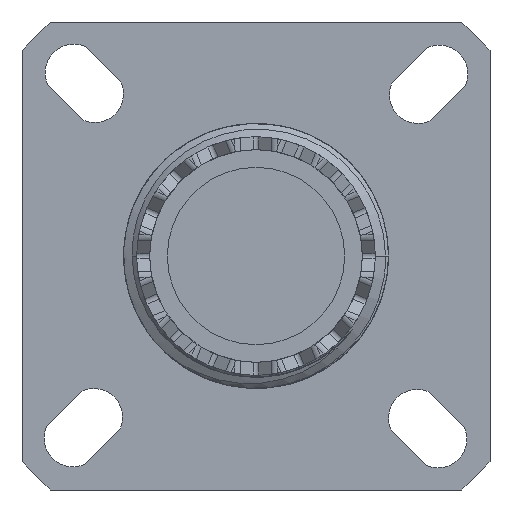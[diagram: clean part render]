
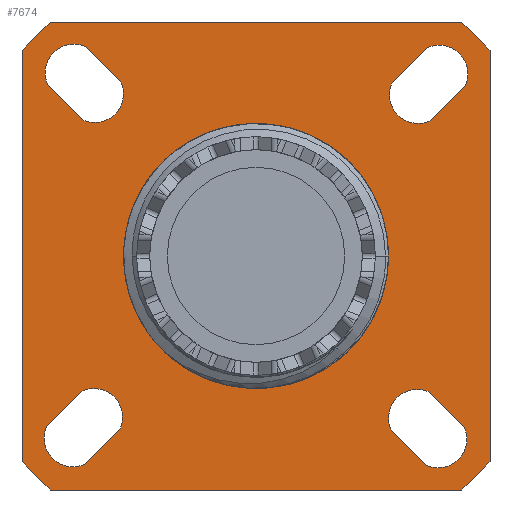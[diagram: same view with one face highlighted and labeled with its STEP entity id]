
A CAD part, front view. The second image highlights one B-rep face of the part: STEP entity #7674.
In plain terms, the highlighted planar face has unit normal (0, -1, 0).
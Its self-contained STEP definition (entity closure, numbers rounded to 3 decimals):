
#2159=CARTESIAN_POINT('',(0.,-23.4,0.));
#2160=DIRECTION('',(0.,-1.,0.));
#2161=DIRECTION('',(-1.,0.,0.));
#2162=AXIS2_PLACEMENT_3D('',#2159,#2160,#2161);
#2522=CARTESIAN_POINT('',(0.,-23.4,0.));
#2523=DIRECTION('',(0.,-1.,0.));
#2524=DIRECTION('',(1.,0.,0.));
#2525=AXIS2_PLACEMENT_3D('',#2522,#2523,#2524);
#2573=CARTESIAN_POINT('',(0.,-23.4,0.));
#2574=DIRECTION('',(0.,1.,0.));
#2575=DIRECTION('',(0.751,0.,-0.66));
#2576=AXIS2_PLACEMENT_3D('',#2573,#2574,#2575);
#2578=DIRECTION('',(-1.,0.,0.));
#2579=VECTOR('',#2578,23.29);
#2580=CARTESIAN_POINT('',(11.645,-23.4,-13.25));
#2581=LINE('',#2580,#2579);
#2582=CARTESIAN_POINT('',(0.,-23.4,0.));
#2583=DIRECTION('',(0.,1.,0.));
#2584=DIRECTION('',(-0.66,0.,-0.751));
#2585=AXIS2_PLACEMENT_3D('',#2582,#2583,#2584);
#2587=DIRECTION('',(0.,0.,1.));
#2588=VECTOR('',#2587,23.29);
#2589=CARTESIAN_POINT('',(-13.25,-23.4,-11.645));
#2590=LINE('',#2589,#2588);
#2591=CARTESIAN_POINT('',(0.,-23.4,0.));
#2592=DIRECTION('',(0.,1.,0.));
#2593=DIRECTION('',(-0.751,0.,0.66));
#2594=AXIS2_PLACEMENT_3D('',#2591,#2592,#2593);
#2596=DIRECTION('',(1.,0.,0.));
#2597=VECTOR('',#2596,23.29);
#2598=CARTESIAN_POINT('',(-11.645,-23.4,13.25));
#2599=LINE('',#2598,#2597);
#2600=CARTESIAN_POINT('',(0.,-23.4,0.));
#2601=DIRECTION('',(0.,1.,0.));
#2602=DIRECTION('',(0.66,0.,0.751));
#2603=AXIS2_PLACEMENT_3D('',#2600,#2601,#2602);
#2605=DIRECTION('',(0.,0.,-1.));
#2606=VECTOR('',#2605,23.29);
#2607=CARTESIAN_POINT('',(13.25,-23.4,11.645));
#2608=LINE('',#2607,#2606);
#2609=CARTESIAN_POINT('',(9.13,-23.4,-9.184));
#2610=DIRECTION('',(0.,1.,0.));
#2611=DIRECTION('',(-0.911,0.,-0.412));
#2612=AXIS2_PLACEMENT_3D('',#2609,#2610,#2611);
#2614=DIRECTION('',(-0.705,0.,0.709));
#2615=VECTOR('',#2614,2.814);
#2616=CARTESIAN_POINT('',(9.631,-23.4,-11.851));
#2617=LINE('',#2616,#2615);
#2618=CARTESIAN_POINT('',(10.31,-23.4,-10.371));
#2619=DIRECTION('',(0.,1.,0.));
#2620=DIRECTION('',(0.911,0.,0.412));
#2621=AXIS2_PLACEMENT_3D('',#2618,#2619,#2620);
#2623=DIRECTION('',(0.705,0.,-0.709));
#2624=VECTOR('',#2623,2.814);
#2625=CARTESIAN_POINT('',(9.809,-23.4,-7.704));
#2626=LINE('',#2625,#2624);
#2627=CARTESIAN_POINT('',(9.184,-23.4,9.13));
#2628=DIRECTION('',(0.,1.,0.));
#2629=DIRECTION('',(0.412,0.,-0.911));
#2630=AXIS2_PLACEMENT_3D('',#2627,#2628,#2629);
#2632=DIRECTION('',(-0.709,0.,-0.705));
#2633=VECTOR('',#2632,2.814);
#2634=CARTESIAN_POINT('',(11.851,-23.4,9.631));
#2635=LINE('',#2634,#2633);
#2636=CARTESIAN_POINT('',(10.371,-23.4,10.31));
#2637=DIRECTION('',(0.,1.,0.));
#2638=DIRECTION('',(-0.412,0.,0.911));
#2639=AXIS2_PLACEMENT_3D('',#2636,#2637,#2638);
#2641=DIRECTION('',(0.709,0.,0.705));
#2642=VECTOR('',#2641,2.814);
#2643=CARTESIAN_POINT('',(7.704,-23.4,9.809));
#2644=LINE('',#2643,#2642);
#2645=CARTESIAN_POINT('',(-9.13,-23.4,9.184));
#2646=DIRECTION('',(0.,1.,0.));
#2647=DIRECTION('',(0.911,0.,0.412));
#2648=AXIS2_PLACEMENT_3D('',#2645,#2646,#2647);
#2650=DIRECTION('',(0.705,0.,-0.709));
#2651=VECTOR('',#2650,2.814);
#2652=CARTESIAN_POINT('',(-9.631,-23.4,11.851));
#2653=LINE('',#2652,#2651);
#2654=CARTESIAN_POINT('',(-10.31,-23.4,10.371));
#2655=DIRECTION('',(0.,1.,0.));
#2656=DIRECTION('',(-0.911,0.,-0.412));
#2657=AXIS2_PLACEMENT_3D('',#2654,#2655,#2656);
#2659=DIRECTION('',(-0.705,0.,0.709));
#2660=VECTOR('',#2659,2.814);
#2661=CARTESIAN_POINT('',(-9.809,-23.4,7.704));
#2662=LINE('',#2661,#2660);
#2663=CARTESIAN_POINT('',(-9.184,-23.4,-9.13));
#2664=DIRECTION('',(0.,1.,0.));
#2665=DIRECTION('',(-0.412,0.,0.911));
#2666=AXIS2_PLACEMENT_3D('',#2663,#2664,#2665);
#2668=DIRECTION('',(0.709,0.,0.705));
#2669=VECTOR('',#2668,2.814);
#2670=CARTESIAN_POINT('',(-11.851,-23.4,-9.631));
#2671=LINE('',#2670,#2669);
#2672=CARTESIAN_POINT('',(-10.371,-23.4,-10.31));
#2673=DIRECTION('',(0.,1.,0.));
#2674=DIRECTION('',(0.412,0.,-0.911));
#2675=AXIS2_PLACEMENT_3D('',#2672,#2673,#2674);
#2677=DIRECTION('',(-0.709,0.,-0.705));
#2678=VECTOR('',#2677,2.814);
#2679=CARTESIAN_POINT('',(-7.704,-23.4,-9.809));
#2680=LINE('',#2679,#2678);
#4803=CARTESIAN_POINT('',(13.25,-23.4,-11.645));
#4804=CARTESIAN_POINT('',(11.645,-23.4,-13.25));
#4805=VERTEX_POINT('',#4803);
#4806=VERTEX_POINT('',#4804);
#4807=CARTESIAN_POINT('',(-11.645,-23.4,-13.25));
#4808=VERTEX_POINT('',#4807);
#4809=CARTESIAN_POINT('',(-13.25,-23.4,-11.645));
#4810=VERTEX_POINT('',#4809);
#4811=CARTESIAN_POINT('',(-13.25,-23.4,11.645));
#4812=VERTEX_POINT('',#4811);
#4813=CARTESIAN_POINT('',(-11.645,-23.4,13.25));
#4814=VERTEX_POINT('',#4813);
#4815=CARTESIAN_POINT('',(11.645,-23.4,13.25));
#4816=VERTEX_POINT('',#4815);
#4817=CARTESIAN_POINT('',(13.25,-23.4,11.645));
#4818=VERTEX_POINT('',#4817);
#4819=CARTESIAN_POINT('',(7.5,-23.4,0.));
#4820=CARTESIAN_POINT('',(-7.5,-23.4,0.));
#4821=VERTEX_POINT('',#4819);
#4822=VERTEX_POINT('',#4820);
#4908=CARTESIAN_POINT('',(7.646,-23.4,-9.855));
#4909=CARTESIAN_POINT('',(9.809,-23.4,-7.704));
#4910=VERTEX_POINT('',#4908);
#4911=VERTEX_POINT('',#4909);
#4912=CARTESIAN_POINT('',(11.794,-23.4,-9.7));
#4913=VERTEX_POINT('',#4912);
#4914=CARTESIAN_POINT('',(9.631,-23.4,-11.851));
#4915=VERTEX_POINT('',#4914);
#4924=CARTESIAN_POINT('',(9.855,-23.4,7.646));
#4925=CARTESIAN_POINT('',(7.704,-23.4,9.809));
#4926=VERTEX_POINT('',#4924);
#4927=VERTEX_POINT('',#4925);
#4928=CARTESIAN_POINT('',(9.7,-23.4,11.794));
#4929=VERTEX_POINT('',#4928);
#4930=CARTESIAN_POINT('',(11.851,-23.4,9.631));
#4931=VERTEX_POINT('',#4930);
#4940=CARTESIAN_POINT('',(-7.646,-23.4,9.855));
#4941=CARTESIAN_POINT('',(-9.809,-23.4,7.704));
#4942=VERTEX_POINT('',#4940);
#4943=VERTEX_POINT('',#4941);
#4944=CARTESIAN_POINT('',(-11.794,-23.4,9.7));
#4945=VERTEX_POINT('',#4944);
#4946=CARTESIAN_POINT('',(-9.631,-23.4,11.851));
#4947=VERTEX_POINT('',#4946);
#4956=CARTESIAN_POINT('',(-9.855,-23.4,-7.646));
#4957=CARTESIAN_POINT('',(-7.704,-23.4,-9.809));
#4958=VERTEX_POINT('',#4956);
#4959=VERTEX_POINT('',#4957);
#4960=CARTESIAN_POINT('',(-9.7,-23.4,-11.794));
#4961=VERTEX_POINT('',#4960);
#4962=CARTESIAN_POINT('',(-11.851,-23.4,-9.631));
#4963=VERTEX_POINT('',#4962);
#7607=CARTESIAN_POINT('',(0.,-23.4,0.));
#7608=DIRECTION('',(0.,1.,0.));
#7609=DIRECTION('',(0.,0.,1.));
#7610=AXIS2_PLACEMENT_3D('',#7607,#7608,#7609);
#7611=PLANE('',#7610);
#7613=ORIENTED_EDGE('',*,*,#7612,.T.);
#7615=ORIENTED_EDGE('',*,*,#7614,.T.);
#7617=ORIENTED_EDGE('',*,*,#7616,.T.);
#7619=ORIENTED_EDGE('',*,*,#7618,.T.);
#7621=ORIENTED_EDGE('',*,*,#7620,.T.);
#7623=ORIENTED_EDGE('',*,*,#7622,.T.);
#7625=ORIENTED_EDGE('',*,*,#7624,.T.);
#7627=ORIENTED_EDGE('',*,*,#7626,.T.);
#7628=EDGE_LOOP('',(#7613,#7615,#7617,#7619,#7621,#7623,#7625,#7627));
#7629=FACE_OUTER_BOUND('',#7628,.F.);
#7630=ORIENTED_EDGE('',*,*,#7589,.T.);
#7631=ORIENTED_EDGE('',*,*,#6978,.T.);
#7632=EDGE_LOOP('',(#7630,#7631));
#7633=FACE_BOUND('',#7632,.F.);
#7635=ORIENTED_EDGE('',*,*,#7634,.F.);
#7637=ORIENTED_EDGE('',*,*,#7636,.F.);
#7639=ORIENTED_EDGE('',*,*,#7638,.F.);
#7641=ORIENTED_EDGE('',*,*,#7640,.F.);
#7642=EDGE_LOOP('',(#7635,#7637,#7639,#7641));
#7643=FACE_BOUND('',#7642,.F.);
#7645=ORIENTED_EDGE('',*,*,#7644,.F.);
#7647=ORIENTED_EDGE('',*,*,#7646,.F.);
#7649=ORIENTED_EDGE('',*,*,#7648,.F.);
#7651=ORIENTED_EDGE('',*,*,#7650,.F.);
#7652=EDGE_LOOP('',(#7645,#7647,#7649,#7651));
#7653=FACE_BOUND('',#7652,.F.);
#7655=ORIENTED_EDGE('',*,*,#7654,.F.);
#7657=ORIENTED_EDGE('',*,*,#7656,.F.);
#7659=ORIENTED_EDGE('',*,*,#7658,.F.);
#7661=ORIENTED_EDGE('',*,*,#7660,.F.);
#7662=EDGE_LOOP('',(#7655,#7657,#7659,#7661));
#7663=FACE_BOUND('',#7662,.F.);
#7665=ORIENTED_EDGE('',*,*,#7664,.F.);
#7667=ORIENTED_EDGE('',*,*,#7666,.F.);
#7669=ORIENTED_EDGE('',*,*,#7668,.F.);
#7671=ORIENTED_EDGE('',*,*,#7670,.F.);
#7672=EDGE_LOOP('',(#7665,#7667,#7669,#7671));
#7673=FACE_BOUND('',#7672,.F.);
#7674=ADVANCED_FACE('',(#7629,#7633,#7643,#7653,#7663,#7673),#7611,.F.);
#2163=CIRCLE('',#2162,7.5);
#2526=CIRCLE('',#2525,7.5);
#2577=CIRCLE('',#2576,17.64);
#2586=CIRCLE('',#2585,17.64);
#2595=CIRCLE('',#2594,17.64);
#2604=CIRCLE('',#2603,17.64);
#2613=CIRCLE('',#2612,1.628);
#2622=CIRCLE('',#2621,1.628);
#2631=CIRCLE('',#2630,1.628);
#2640=CIRCLE('',#2639,1.628);
#2649=CIRCLE('',#2648,1.628);
#2658=CIRCLE('',#2657,1.628);
#2667=CIRCLE('',#2666,1.628);
#2676=CIRCLE('',#2675,1.628);
#6978=EDGE_CURVE('',#4822,#4821,#2163,.T.);
#7589=EDGE_CURVE('',#4821,#4822,#2526,.T.);
#7612=EDGE_CURVE('',#4805,#4806,#2577,.T.);
#7614=EDGE_CURVE('',#4806,#4808,#2581,.T.);
#7616=EDGE_CURVE('',#4808,#4810,#2586,.T.);
#7618=EDGE_CURVE('',#4810,#4812,#2590,.T.);
#7620=EDGE_CURVE('',#4812,#4814,#2595,.T.);
#7622=EDGE_CURVE('',#4814,#4816,#2599,.T.);
#7624=EDGE_CURVE('',#4816,#4818,#2604,.T.);
#7626=EDGE_CURVE('',#4818,#4805,#2608,.T.);
#7634=EDGE_CURVE('',#4910,#4911,#2613,.T.);
#7636=EDGE_CURVE('',#4915,#4910,#2617,.T.);
#7638=EDGE_CURVE('',#4913,#4915,#2622,.T.);
#7640=EDGE_CURVE('',#4911,#4913,#2626,.T.);
#7644=EDGE_CURVE('',#4926,#4927,#2631,.T.);
#7646=EDGE_CURVE('',#4931,#4926,#2635,.T.);
#7648=EDGE_CURVE('',#4929,#4931,#2640,.T.);
#7650=EDGE_CURVE('',#4927,#4929,#2644,.T.);
#7654=EDGE_CURVE('',#4942,#4943,#2649,.T.);
#7656=EDGE_CURVE('',#4947,#4942,#2653,.T.);
#7658=EDGE_CURVE('',#4945,#4947,#2658,.T.);
#7660=EDGE_CURVE('',#4943,#4945,#2662,.T.);
#7664=EDGE_CURVE('',#4958,#4959,#2667,.T.);
#7666=EDGE_CURVE('',#4963,#4958,#2671,.T.);
#7668=EDGE_CURVE('',#4961,#4963,#2676,.T.);
#7670=EDGE_CURVE('',#4959,#4961,#2680,.T.);
